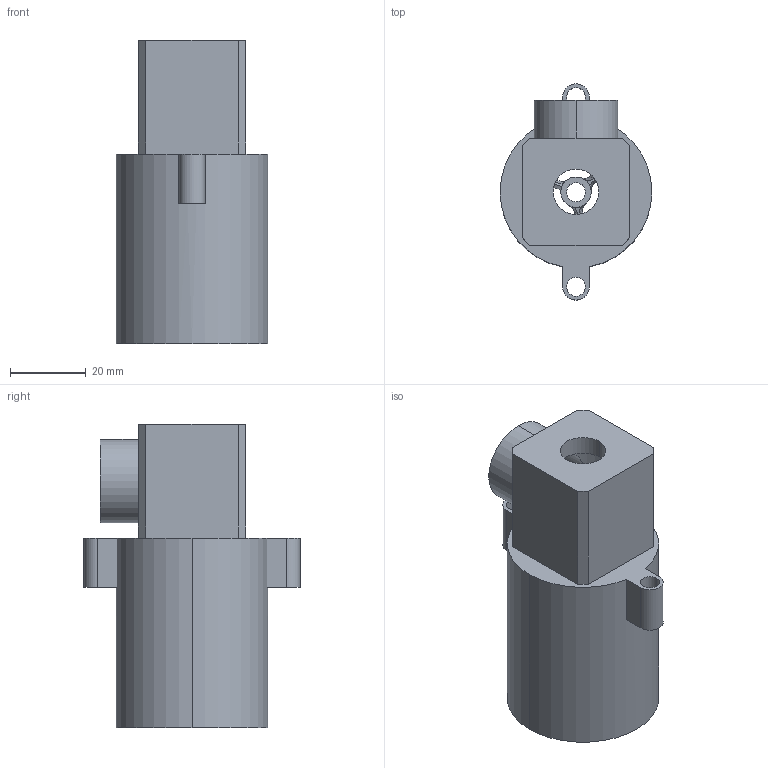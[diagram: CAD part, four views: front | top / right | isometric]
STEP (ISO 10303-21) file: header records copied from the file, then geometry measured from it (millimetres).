
FILE_DESCRIPTION (( 'STEP AP214' ), '1' );
FILE_NAME ('Water Pump ex.STEP', '2023-04-24T17:08:19', ( '' ), ( '' ), 'SwSTEP 2.0', 'SolidWorks 2017', '' );
FILE_SCHEMA (( 'AUTOMOTIVE_DESIGN' ));
Length unit declared in the file: millimetre
Products named in the file (1): Water Pump ex
Bounding box: 40 x 57 x 80 mm (x, y, z)
Volume: 48975.4 mm3; surface area: 20544.8 mm2
Topology: 1 solids, 1 shells, 70 faces, 189 edges, 123 vertices
Faces by surface type: bspline 26, cylinder 22, plane 22
Entity records: 3395 total; most frequent: CARTESIAN_POINT 1764, ORIENTED_EDGE 378, DIRECTION 255, EDGE_CURVE 189, VERTEX_POINT 123, AXIS2_PLACEMENT_3D 97, EDGE_LOOP 86, B_SPLINE_CURVE_WITH_KNOTS 76
